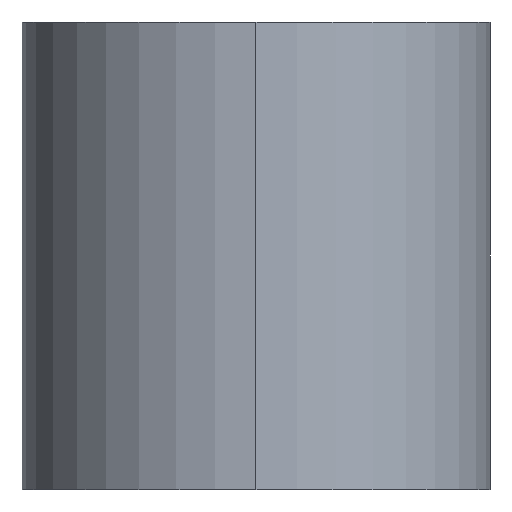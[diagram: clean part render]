
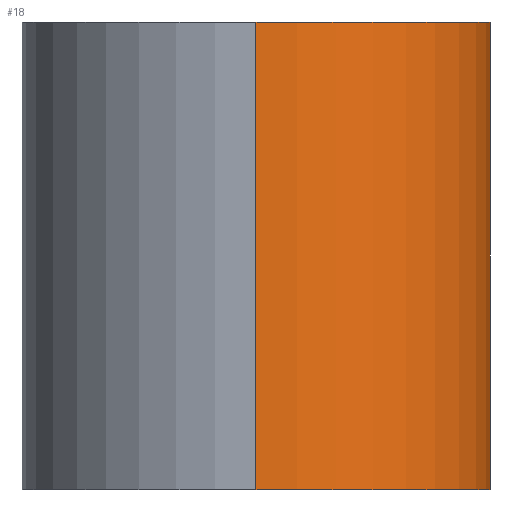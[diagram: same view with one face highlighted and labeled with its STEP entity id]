
A CAD part, left-side view. The second image highlights one B-rep face of the part: STEP entity #18.
In plain terms, the highlighted cylindrical face has radius 5 mm (diameter 10 mm), a partial arc.
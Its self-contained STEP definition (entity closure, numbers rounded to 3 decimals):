
#18 = ADVANCED_FACE ( 'NONE', ( #37 ), #338, .T. ) ;
#24 = AXIS2_PLACEMENT_3D ( 'NONE', #301, #550, #314 ) ;
#31 = EDGE_LOOP ( 'NONE', ( #513, #496, #417, #53, #177, #246 ) ) ;
#37 = FACE_OUTER_BOUND ( 'NONE', #31, .T. ) ;
#46 = CIRCLE ( 'NONE', #487, 5. ) ;
#53 = ORIENTED_EDGE ( 'NONE', *, *, #103, .T. ) ;
#57 = DIRECTION ( 'NONE',  ( -1., 0., 0. ) ) ;
#65 = VERTEX_POINT ( 'NONE', #510 ) ;
#88 = VERTEX_POINT ( 'NONE', #637 ) ;
#98 = CIRCLE ( 'NONE', #537, 5. ) ;
#103 = EDGE_CURVE ( 'NONE', #65, #469, #375, .T. ) ;
#145 = CIRCLE ( 'NONE', #24, 5. ) ;
#158 = DIRECTION ( 'NONE',  ( 0., 1., 0. ) ) ;
#161 = AXIS2_PLACEMENT_3D ( 'NONE', #269, #158, #57 ) ;
#177 = ORIENTED_EDGE ( 'NONE', *, *, #311, .T. ) ;
#197 = DIRECTION ( 'NONE',  ( 0., -1., 0. ) ) ;
#213 = DIRECTION ( 'NONE',  ( 0., -1., 0. ) ) ;
#235 = CARTESIAN_POINT ( 'NONE',  ( 0., 10., 5. ) ) ;
#245 = CARTESIAN_POINT ( 'NONE',  ( 5., 5., 0. ) ) ;
#246 = ORIENTED_EDGE ( 'NONE', *, *, #569, .F. ) ;
#249 = VECTOR ( 'NONE', #476, 1000. ) ;
#252 = VERTEX_POINT ( 'NONE', #361 ) ;
#269 = CARTESIAN_POINT ( 'NONE',  ( 0., 5., 0. ) ) ;
#301 = CARTESIAN_POINT ( 'NONE',  ( 0., 10., 0. ) ) ;
#302 = VERTEX_POINT ( 'NONE', #444 ) ;
#311 = EDGE_CURVE ( 'NONE', #469, #252, #145, .T. ) ;
#314 = DIRECTION ( 'NONE',  ( 1., 0., 0. ) ) ;
#338 = CYLINDRICAL_SURFACE ( 'NONE', #161, 5. ) ;
#344 = DIRECTION ( 'NONE',  ( 0., 1., 0. ) ) ;
#348 = CARTESIAN_POINT ( 'NONE',  ( -5., 5., 0. ) ) ;
#351 = CARTESIAN_POINT ( 'NONE',  ( 0., 0., 0. ) ) ;
#357 = EDGE_CURVE ( 'NONE', #88, #65, #98, .T. ) ;
#361 = CARTESIAN_POINT ( 'NONE',  ( -5., 10., 0. ) ) ;
#375 = LINE ( 'NONE', #387, #249 ) ;
#383 = CARTESIAN_POINT ( 'NONE',  ( 5., 0., 0. ) ) ;
#387 = CARTESIAN_POINT ( 'NONE',  ( 0., 5., 5. ) ) ;
#417 = ORIENTED_EDGE ( 'NONE', *, *, #357, .T. ) ;
#444 = CARTESIAN_POINT ( 'NONE',  ( -5., 0., 0. ) ) ;
#448 = CARTESIAN_POINT ( 'NONE',  ( 0., 5., 0. ) ) ;
#458 = VERTEX_POINT ( 'NONE', #383 ) ;
#469 = VERTEX_POINT ( 'NONE', #235 ) ;
#476 = DIRECTION ( 'NONE',  ( 0., 1., 0. ) ) ;
#479 = VECTOR ( 'NONE', #589, 1000. ) ;
#483 = DIRECTION ( 'NONE',  ( 1., 0., 0. ) ) ;
#487 = AXIS2_PLACEMENT_3D ( 'NONE', #351, #197, #483 ) ;
#490 = LINE ( 'NONE', #245, #605 ) ;
#496 = ORIENTED_EDGE ( 'NONE', *, *, #586, .T. ) ;
#510 = CARTESIAN_POINT ( 'NONE',  ( 0., 5., 5. ) ) ;
#513 = ORIENTED_EDGE ( 'NONE', *, *, #614, .F. ) ;
#537 = AXIS2_PLACEMENT_3D ( 'NONE', #448, #213, #612 ) ;
#550 = DIRECTION ( 'NONE',  ( 0., -1., 0. ) ) ;
#569 = EDGE_CURVE ( 'NONE', #302, #252, #584, .T. ) ;
#584 = LINE ( 'NONE', #348, #479 ) ;
#586 = EDGE_CURVE ( 'NONE', #458, #88, #490, .T. ) ;
#589 = DIRECTION ( 'NONE',  ( 0., 1., 0. ) ) ;
#605 = VECTOR ( 'NONE', #344, 1000. ) ;
#612 = DIRECTION ( 'NONE',  ( 1., 0., 0. ) ) ;
#614 = EDGE_CURVE ( 'NONE', #458, #302, #46, .T. ) ;
#637 = CARTESIAN_POINT ( 'NONE',  ( 5., 5., 0. ) ) ;
